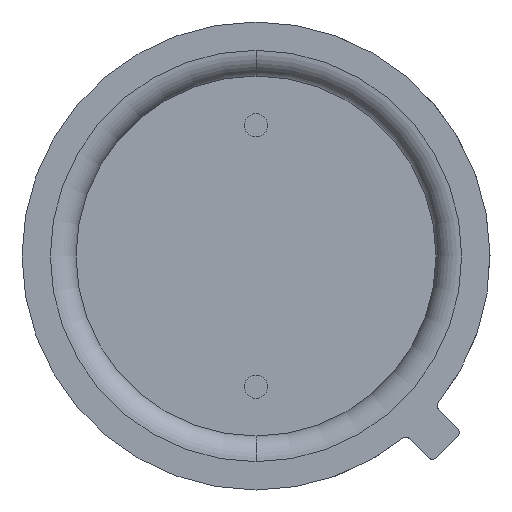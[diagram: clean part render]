
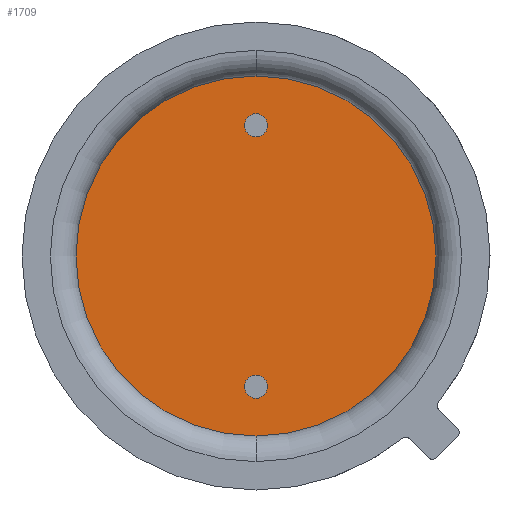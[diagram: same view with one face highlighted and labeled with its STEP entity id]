
A CAD part, front view. The second image highlights one B-rep face of the part: STEP entity #1709.
In plain terms, the highlighted face is planar.
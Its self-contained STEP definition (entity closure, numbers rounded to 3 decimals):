
#6 = DIRECTION ( 'NONE',  ( 1., 0., 0. ) ) ;
#7 = VERTEX_POINT ( 'NONE', #2075 ) ;
#74 = CARTESIAN_POINT ( 'NONE',  ( -2.315, 0., 1.1 ) ) ;
#185 = ORIENTED_EDGE ( 'NONE', *, *, #1898, .F. ) ;
#237 = ORIENTED_EDGE ( 'NONE', *, *, #495, .T. ) ;
#241 = EDGE_LOOP ( 'NONE', ( #2121, #185 ) ) ;
#309 = CARTESIAN_POINT ( 'NONE',  ( 2.54, 0., 1.1 ) ) ;
#338 = EDGE_LOOP ( 'NONE', ( #1211, #237 ) ) ;
#365 = CARTESIAN_POINT ( 'NONE',  ( -2.54, 0., 1.1 ) ) ;
#382 = DIRECTION ( 'NONE',  ( 1., 0., 0. ) ) ;
#417 = CIRCLE ( 'NONE', #1271, 0.225 ) ;
#454 = AXIS2_PLACEMENT_3D ( 'NONE', #1803, #2125, #1106 ) ;
#481 = DIRECTION ( 'NONE',  ( 1., 0., 0. ) ) ;
#495 = EDGE_CURVE ( 'NONE', #1207, #1281, #951, .T. ) ;
#623 = DIRECTION ( 'NONE',  ( 0., 0., 1. ) ) ;
#658 = VERTEX_POINT ( 'NONE', #74 ) ;
#714 = FACE_BOUND ( 'NONE', #241, .T. ) ;
#896 = VERTEX_POINT ( 'NONE', #2061 ) ;
#951 = CIRCLE ( 'NONE', #1258, 3.5 ) ;
#960 = AXIS2_PLACEMENT_3D ( 'NONE', #1428, #2101, #6 ) ;
#977 = AXIS2_PLACEMENT_3D ( 'NONE', #2031, #2045, #481 ) ;
#1007 = DIRECTION ( 'NONE',  ( 1., 0., 0. ) ) ;
#1058 = DIRECTION ( 'NONE',  ( -1., 0., 0. ) ) ;
#1106 = DIRECTION ( 'NONE',  ( -1., 0., 0. ) ) ;
#1118 = EDGE_CURVE ( 'NONE', #7, #896, #417, .T. ) ;
#1207 = VERTEX_POINT ( 'NONE', #2180 ) ;
#1211 = ORIENTED_EDGE ( 'NONE', *, *, #2022, .T. ) ;
#1233 = FACE_OUTER_BOUND ( 'NONE', #338, .T. ) ;
#1258 = AXIS2_PLACEMENT_3D ( 'NONE', #1733, #2056, #2242 ) ;
#1271 = AXIS2_PLACEMENT_3D ( 'NONE', #1950, #1961, #382 ) ;
#1281 = VERTEX_POINT ( 'NONE', #1694 ) ;
#1428 = CARTESIAN_POINT ( 'NONE',  ( 0., 0., 1.1 ) ) ;
#1538 = EDGE_LOOP ( 'NONE', ( #2095, #1875 ) ) ;
#1585 = EDGE_CURVE ( 'NONE', #896, #7, #1593, .T. ) ;
#1593 = CIRCLE ( 'NONE', #1809, 0.225 ) ;
#1595 = DIRECTION ( 'NONE',  ( 0., 0., 1. ) ) ;
#1685 = EDGE_CURVE ( 'NONE', #658, #1992, #1691, .T. ) ;
#1691 = CIRCLE ( 'NONE', #1844, 0.225 ) ;
#1694 = CARTESIAN_POINT ( 'NONE',  ( -3.5, 0., 1.1 ) ) ;
#1709 = ADVANCED_FACE ( 'NONE', ( #714, #2232, #1233 ), #2094, .T. ) ;
#1710 = CIRCLE ( 'NONE', #977, 3.5 ) ;
#1733 = CARTESIAN_POINT ( 'NONE',  ( 0., 0., 1.1 ) ) ;
#1803 = CARTESIAN_POINT ( 'NONE',  ( -2.54, 0., 1.1 ) ) ;
#1809 = AXIS2_PLACEMENT_3D ( 'NONE', #309, #623, #1007 ) ;
#1844 = AXIS2_PLACEMENT_3D ( 'NONE', #365, #1595, #1058 ) ;
#1875 = ORIENTED_EDGE ( 'NONE', *, *, #1118, .F. ) ;
#1898 = EDGE_CURVE ( 'NONE', #1992, #658, #2114, .T. ) ;
#1950 = CARTESIAN_POINT ( 'NONE',  ( 2.54, 0., 1.1 ) ) ;
#1961 = DIRECTION ( 'NONE',  ( 0., 0., 1. ) ) ;
#1992 = VERTEX_POINT ( 'NONE', #2008 ) ;
#2008 = CARTESIAN_POINT ( 'NONE',  ( -2.765, 0., 1.1 ) ) ;
#2022 = EDGE_CURVE ( 'NONE', #1281, #1207, #1710, .T. ) ;
#2031 = CARTESIAN_POINT ( 'NONE',  ( 0., 0., 1.1 ) ) ;
#2045 = DIRECTION ( 'NONE',  ( 0., 0., 1. ) ) ;
#2056 = DIRECTION ( 'NONE',  ( 0., 0., 1. ) ) ;
#2061 = CARTESIAN_POINT ( 'NONE',  ( 2.765, 0., 1.1 ) ) ;
#2075 = CARTESIAN_POINT ( 'NONE',  ( 2.315, 0., 1.1 ) ) ;
#2094 = PLANE ( 'NONE',  #960 ) ;
#2095 = ORIENTED_EDGE ( 'NONE', *, *, #1585, .F. ) ;
#2101 = DIRECTION ( 'NONE',  ( 0., 0., 1. ) ) ;
#2114 = CIRCLE ( 'NONE', #454, 0.225 ) ;
#2121 = ORIENTED_EDGE ( 'NONE', *, *, #1685, .F. ) ;
#2125 = DIRECTION ( 'NONE',  ( 0., 0., 1. ) ) ;
#2180 = CARTESIAN_POINT ( 'NONE',  ( 3.5, 0., 1.1 ) ) ;
#2232 = FACE_BOUND ( 'NONE', #1538, .T. ) ;
#2242 = DIRECTION ( 'NONE',  ( 1., 0., 0. ) ) ;
